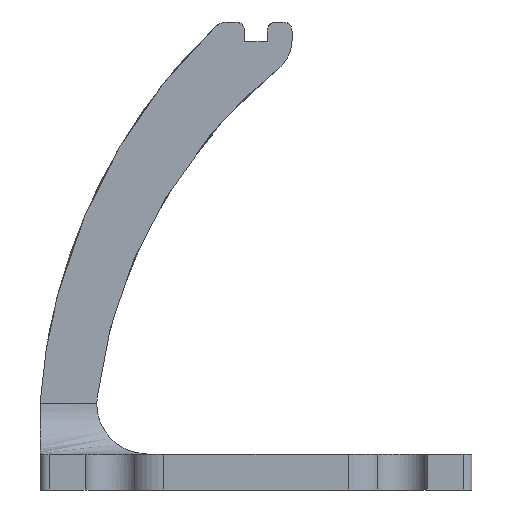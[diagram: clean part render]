
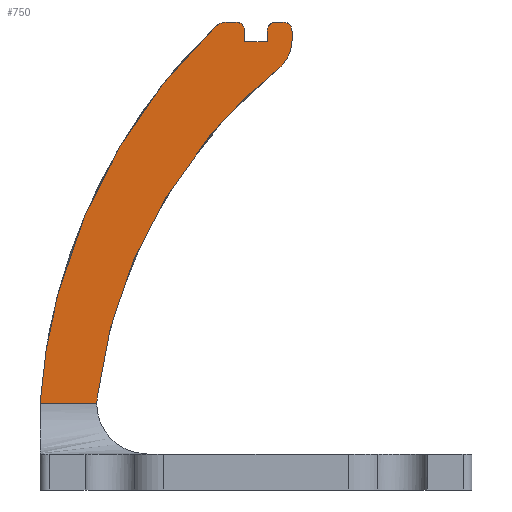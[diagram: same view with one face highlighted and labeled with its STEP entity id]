
A CAD part, front view. The second image highlights one B-rep face of the part: STEP entity #750.
In plain terms, the highlighted free-form (B-spline) face has degree [1, 1] with [2, 2] control points.
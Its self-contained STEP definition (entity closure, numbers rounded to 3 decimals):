
#555 = EDGE_CURVE('',#556,#558,#560,.T.);
#556 = VERTEX_POINT('',#557);
#557 = CARTESIAN_POINT('',(36.678,37.79,
    97.195));
#558 = VERTEX_POINT('',#559);
#559 = CARTESIAN_POINT('',(39.303,37.79,
    98.255));
#560 = ( BOUNDED_CURVE() B_SPLINE_CURVE(2,(#561,#562,#563),
.UNSPECIFIED.,.F.,.F.) B_SPLINE_CURVE_WITH_KNOTS((3,3),(5.899,
6.667),.PIECEWISE_BEZIER_KNOTS.) CURVE() 
GEOMETRIC_REPRESENTATION_ITEM() RATIONAL_B_SPLINE_CURVE((1.,
0.927,1.)) REPRESENTATION_ITEM('') );
#561 = CARTESIAN_POINT('',(36.678,37.79,
    97.195));
#562 = CARTESIAN_POINT('',(37.776,37.79,
    98.255));
#563 = CARTESIAN_POINT('',(39.303,37.79,
    98.255));
#708 = EDGE_CURVE('',#558,#709,#711,.T.);
#709 = VERTEX_POINT('',#710);
#710 = CARTESIAN_POINT('',(41.071,37.79,
    98.255));
#711 = B_SPLINE_CURVE_WITH_KNOTS('',1,(#712,#713),.UNSPECIFIED.,.F.,.F.,
  (2,2),(33.021,34.506),.PIECEWISE_BEZIER_KNOTS.);
#712 = CARTESIAN_POINT('',(39.303,37.79,
    98.255));
#713 = CARTESIAN_POINT('',(41.071,37.79,
    98.255));
#732 = VERTEX_POINT('',#733);
#733 = CARTESIAN_POINT('',(0.,37.79,18.139));
#738 = EDGE_CURVE('',#556,#732,#739,.T.);
#739 = ( BOUNDED_CURVE() B_SPLINE_CURVE(2,(#740,#741,#742),
.UNSPECIFIED.,.F.,.F.) B_SPLINE_CURVE_WITH_KNOTS((3,3),(3.154,
3.892),.PIECEWISE_BEZIER_KNOTS.) CURVE() 
GEOMETRIC_REPRESENTATION_ITEM() RATIONAL_B_SPLINE_CURVE((1.,
0.933,1.)) REPRESENTATION_ITEM('') );
#740 = CARTESIAN_POINT('',(36.678,37.79,
    97.195));
#741 = CARTESIAN_POINT('',(3.07,37.79,
    64.751));
#742 = CARTESIAN_POINT('',(0.,37.79,
    18.139));
#750 = ADVANCED_FACE('',(#751),#844,.T.);
#751 = FACE_BOUND('',#752,.T.);
#752 = EDGE_LOOP('',(#753,#754,#755,#762,#770,#778,#786,#793,#801,#808,
    #816,#823,#830,#837,#843));
#753 = ORIENTED_EDGE('',*,*,#555,.F.);
#754 = ORIENTED_EDGE('',*,*,#738,.T.);
#755 = ORIENTED_EDGE('',*,*,#756,.F.);
#756 = EDGE_CURVE('',#757,#732,#759,.T.);
#757 = VERTEX_POINT('',#758);
#758 = CARTESIAN_POINT('',(11.939,37.79,
    18.139));
#759 = B_SPLINE_CURVE_WITH_KNOTS('',1,(#760,#761),.UNSPECIFIED.,.F.,.F.,
  (2,2),(9.019,19.05),.PIECEWISE_BEZIER_KNOTS.);
#760 = CARTESIAN_POINT('',(11.939,37.79,
    18.139));
#761 = CARTESIAN_POINT('',(0.,37.79,18.139));
#762 = ORIENTED_EDGE('',*,*,#763,.F.);
#763 = EDGE_CURVE('',#764,#757,#766,.T.);
#764 = VERTEX_POINT('',#765);
#765 = CARTESIAN_POINT('',(12.007,37.79,
    19.339));
#766 = ( BOUNDED_CURVE() B_SPLINE_CURVE(2,(#767,#768,#769),
.UNSPECIFIED.,.F.,.F.) B_SPLINE_CURVE_WITH_KNOTS((3,3),(5.441,
5.555),.PIECEWISE_BEZIER_KNOTS.) CURVE() 
GEOMETRIC_REPRESENTATION_ITEM() RATIONAL_B_SPLINE_CURVE((1.,
0.998,1.)) REPRESENTATION_ITEM('') );
#767 = CARTESIAN_POINT('',(12.007,37.79,
    19.339));
#768 = CARTESIAN_POINT('',(11.939,37.79,
    18.741));
#769 = CARTESIAN_POINT('',(11.939,37.79,
    18.139));
#770 = ORIENTED_EDGE('',*,*,#771,.T.);
#771 = EDGE_CURVE('',#764,#772,#774,.T.);
#772 = VERTEX_POINT('',#773);
#773 = CARTESIAN_POINT('',(50.088,37.79,
    88.507));
#774 = ( BOUNDED_CURVE() B_SPLINE_CURVE(2,(#775,#776,#777),
.UNSPECIFIED.,.F.,.F.) B_SPLINE_CURVE_WITH_KNOTS((3,3),(5.469,
6.249),.PIECEWISE_BEZIER_KNOTS.) CURVE() 
GEOMETRIC_REPRESENTATION_ITEM() RATIONAL_B_SPLINE_CURVE((1.,
0.925,1.)) REPRESENTATION_ITEM('') );
#775 = CARTESIAN_POINT('',(12.007,37.79,
    19.339));
#776 = CARTESIAN_POINT('',(16.845,37.79,
    61.742));
#777 = CARTESIAN_POINT('',(50.088,37.79,
    88.507));
#778 = ORIENTED_EDGE('',*,*,#779,.F.);
#779 = EDGE_CURVE('',#780,#772,#782,.T.);
#780 = VERTEX_POINT('',#781);
#781 = CARTESIAN_POINT('',(52.906,37.79,
    94.394));
#782 = ( BOUNDED_CURVE() B_SPLINE_CURVE(2,(#783,#784,#785),
.UNSPECIFIED.,.F.,.F.) B_SPLINE_CURVE_WITH_KNOTS((3,3),(5.837,
6.73),.PIECEWISE_BEZIER_KNOTS.) CURVE() 
GEOMETRIC_REPRESENTATION_ITEM() RATIONAL_B_SPLINE_CURVE((1.,
0.902,1.)) REPRESENTATION_ITEM('') );
#783 = CARTESIAN_POINT('',(52.906,37.79,
    94.394));
#784 = CARTESIAN_POINT('',(52.906,37.79,
    90.776));
#785 = CARTESIAN_POINT('',(50.088,37.79,
    88.507));
#786 = ORIENTED_EDGE('',*,*,#787,.T.);
#787 = EDGE_CURVE('',#780,#788,#790,.T.);
#788 = VERTEX_POINT('',#789);
#789 = CARTESIAN_POINT('',(52.906,37.79,
    96.365));
#790 = B_SPLINE_CURVE_WITH_KNOTS('',1,(#791,#792),.UNSPECIFIED.,.F.,.F.,
  (2,2),(72.956,74.613),.PIECEWISE_BEZIER_KNOTS.);
#791 = CARTESIAN_POINT('',(52.906,37.79,
    94.394));
#792 = CARTESIAN_POINT('',(52.906,37.79,
    96.365));
#793 = ORIENTED_EDGE('',*,*,#794,.F.);
#794 = EDGE_CURVE('',#795,#788,#797,.T.);
#795 = VERTEX_POINT('',#796);
#796 = CARTESIAN_POINT('',(51.017,37.79,
    98.255));
#797 = ( BOUNDED_CURVE() B_SPLINE_CURVE(2,(#798,#799,#800),
.UNSPECIFIED.,.F.,.F.) B_SPLINE_CURVE_WITH_KNOTS((3,3),(5.498,
7.069),.PIECEWISE_BEZIER_KNOTS.) CURVE() 
GEOMETRIC_REPRESENTATION_ITEM() RATIONAL_B_SPLINE_CURVE((1.,
0.707,1.)) REPRESENTATION_ITEM('') );
#798 = CARTESIAN_POINT('',(51.017,37.79,
    98.255));
#799 = CARTESIAN_POINT('',(52.906,37.79,
    98.255));
#800 = CARTESIAN_POINT('',(52.906,37.79,
    96.365));
#801 = ORIENTED_EDGE('',*,*,#802,.F.);
#802 = EDGE_CURVE('',#803,#795,#805,.T.);
#803 = VERTEX_POINT('',#804);
#804 = CARTESIAN_POINT('',(49.611,37.79,
    98.255));
#805 = B_SPLINE_CURVE_WITH_KNOTS('',1,(#806,#807),.UNSPECIFIED.,.F.,.F.,
  (2,2),(41.681,42.863),.PIECEWISE_BEZIER_KNOTS.);
#806 = CARTESIAN_POINT('',(49.611,37.79,
    98.255));
#807 = CARTESIAN_POINT('',(51.017,37.79,
    98.255));
#808 = ORIENTED_EDGE('',*,*,#809,.F.);
#809 = EDGE_CURVE('',#810,#803,#812,.T.);
#810 = VERTEX_POINT('',#811);
#811 = CARTESIAN_POINT('',(47.722,37.79,
    96.365));
#812 = ( BOUNDED_CURVE() B_SPLINE_CURVE(2,(#813,#814,#815),
.UNSPECIFIED.,.F.,.F.) B_SPLINE_CURVE_WITH_KNOTS((3,3),(5.498,
7.069),.PIECEWISE_BEZIER_KNOTS.) CURVE() 
GEOMETRIC_REPRESENTATION_ITEM() RATIONAL_B_SPLINE_CURVE((1.,
0.707,1.)) REPRESENTATION_ITEM('') );
#813 = CARTESIAN_POINT('',(47.722,37.79,
    96.365));
#814 = CARTESIAN_POINT('',(47.722,37.79,
    98.255));
#815 = CARTESIAN_POINT('',(49.611,37.79,
    98.255));
#816 = ORIENTED_EDGE('',*,*,#817,.T.);
#817 = EDGE_CURVE('',#810,#818,#820,.T.);
#818 = VERTEX_POINT('',#819);
#819 = CARTESIAN_POINT('',(47.722,37.79,
    94.089));
#820 = B_SPLINE_CURVE_WITH_KNOTS('',1,(#821,#822),.UNSPECIFIED.,.F.,.F.,
  (2,2),(-36.513,-34.6),.PIECEWISE_BEZIER_KNOTS.);
#821 = CARTESIAN_POINT('',(47.722,37.79,
    96.365));
#822 = CARTESIAN_POINT('',(47.722,37.79,
    94.089));
#823 = ORIENTED_EDGE('',*,*,#824,.T.);
#824 = EDGE_CURVE('',#818,#825,#827,.T.);
#825 = VERTEX_POINT('',#826);
#826 = CARTESIAN_POINT('',(42.961,37.79,
    94.089));
#827 = B_SPLINE_CURVE_WITH_KNOTS('',1,(#828,#829),.UNSPECIFIED.,.F.,.F.,
  (2,2),(-20.047,-16.047),.PIECEWISE_BEZIER_KNOTS.);
#828 = CARTESIAN_POINT('',(47.722,37.79,
    94.089));
#829 = CARTESIAN_POINT('',(42.961,37.79,
    94.089));
#830 = ORIENTED_EDGE('',*,*,#831,.T.);
#831 = EDGE_CURVE('',#825,#832,#834,.T.);
#832 = VERTEX_POINT('',#833);
#833 = CARTESIAN_POINT('',(42.961,37.79,
    96.365));
#834 = B_SPLINE_CURVE_WITH_KNOTS('',1,(#835,#836),.UNSPECIFIED.,.F.,.F.,
  (2,2),(36.35,38.263),.PIECEWISE_BEZIER_KNOTS.);
#835 = CARTESIAN_POINT('',(42.961,37.79,
    94.089));
#836 = CARTESIAN_POINT('',(42.961,37.79,
    96.365));
#837 = ORIENTED_EDGE('',*,*,#838,.F.);
#838 = EDGE_CURVE('',#709,#832,#839,.T.);
#839 = ( BOUNDED_CURVE() B_SPLINE_CURVE(2,(#840,#841,#842),
.UNSPECIFIED.,.F.,.F.) B_SPLINE_CURVE_WITH_KNOTS((3,3),(5.498,
7.069),.PIECEWISE_BEZIER_KNOTS.) CURVE() 
GEOMETRIC_REPRESENTATION_ITEM() RATIONAL_B_SPLINE_CURVE((1.,
0.707,1.)) REPRESENTATION_ITEM('') );
#840 = CARTESIAN_POINT('',(41.071,37.79,
    98.255));
#841 = CARTESIAN_POINT('',(42.961,37.79,
    98.255));
#842 = CARTESIAN_POINT('',(42.961,37.79,
    96.365));
#843 = ORIENTED_EDGE('',*,*,#708,.F.);
#844 = B_SPLINE_SURFACE_WITH_KNOTS('',1,1,(
    (#845,#846)
    ,(#847,#848
    )),.UNSPECIFIED.,.F.,.F.,.F.,(2,2),(2,2),(0.,44.45),(8.89,76.2),
  .PIECEWISE_BEZIER_KNOTS.);
#845 = CARTESIAN_POINT('',(0.,37.79,18.139));
#846 = CARTESIAN_POINT('',(0.,37.79,98.255));
#847 = CARTESIAN_POINT('',(52.906,37.79,
    18.139));
#848 = CARTESIAN_POINT('',(52.906,37.79,
    98.255));
